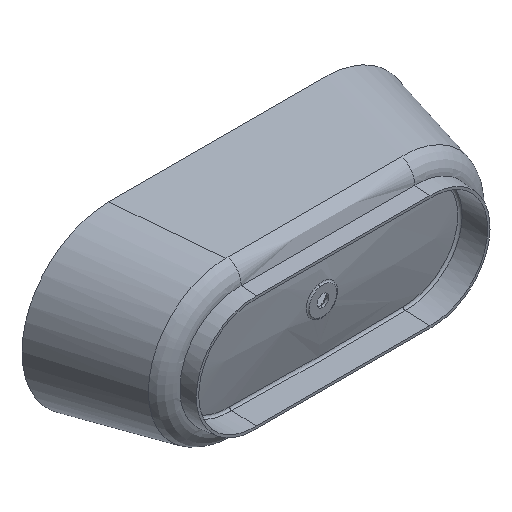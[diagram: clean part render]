
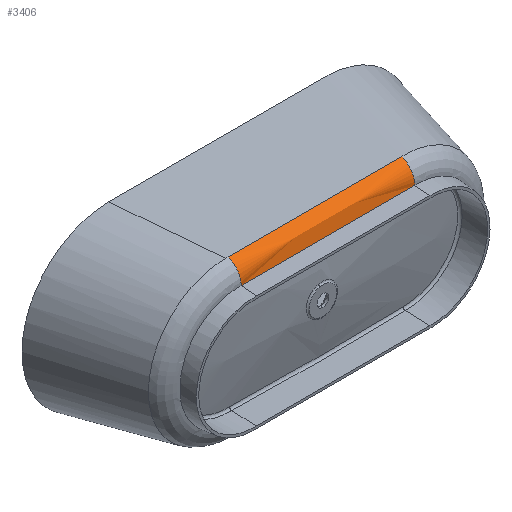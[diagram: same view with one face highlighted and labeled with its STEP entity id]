
A CAD part, isometric view. The second image highlights one B-rep face of the part: STEP entity #3406.
In plain terms, the highlighted free-form (B-spline) face has degree [3, 2] with [4, 3] control points.
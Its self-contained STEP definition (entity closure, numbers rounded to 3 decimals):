
#170 = CARTESIAN_POINT ( 'NONE',  ( -334.111, -450., 355.882 ) ) ;
#709 = DIRECTION ( 'NONE',  ( 1., 0., 0. ) ) ;
#736 = CARTESIAN_POINT ( 'NONE',  ( -133.333, -510., 334.669 ) ) ;
#1097 = CARTESIAN_POINT ( 'NONE',  ( -133.333, -450., 355.882 ) ) ;
#3406 = ADVANCED_FACE ( 'NONE', ( #10185 ), #15923, .T. ) ;
#4340 = DIRECTION ( 'NONE',  ( 0., 0., -1. ) ) ;
#4585 = CARTESIAN_POINT ( 'NONE',  ( 13.333, -510., 271.03 ) ) ;
#4905 = CARTESIAN_POINT ( 'NONE',  ( 334.111, -450., 355.882 ) ) ;
#6038 = CARTESIAN_POINT ( 'NONE',  ( 400., -450., 355.882 ) ) ;
#6108 = EDGE_CURVE ( 'NONE', #6415, #17336, #11576, .T. ) ;
#6230 = EDGE_CURVE ( 'NONE', #15052, #6415, #19609, .T. ) ;
#6415 = VERTEX_POINT ( 'NONE', #9412 ) ;
#6432 = CARTESIAN_POINT ( 'NONE',  ( 400., -450., 355.882 ) ) ;
#7873 = AXIS2_PLACEMENT_3D ( 'NONE', #18902, #15260, #4340 ) ;
#8079 = CARTESIAN_POINT ( 'NONE',  ( -400., -510., 271.03 ) ) ;
#8107 = CARTESIAN_POINT ( 'NONE',  ( 220., -510., 271.03 ) ) ;
#8464 = CARTESIAN_POINT ( 'NONE',  ( 400., -420., 271.03 ) ) ;
#8662 = CARTESIAN_POINT ( 'NONE',  ( -200.227, -450., 355.882 ) ) ;
#9027 = CIRCLE ( 'NONE', #7873, 90. ) ;
#9412 = CARTESIAN_POINT ( 'NONE',  ( 400., -510., 271.03 ) ) ;
#9587 = VERTEX_POINT ( 'NONE', #14699 ) ;
#9913 = CARTESIAN_POINT ( 'NONE',  ( -400., -510., 271.03 ) ) ;
#9940 = CARTESIAN_POINT ( 'NONE',  ( -400., -510., 334.669 ) ) ;
#10185 = FACE_OUTER_BOUND ( 'NONE', #17505, .T. ) ;
#11289 = ORIENTED_EDGE ( 'NONE', *, *, #14380, .T. ) ;
#11576 = B_SPLINE_CURVE_WITH_KNOTS ( 'NONE', 3,
 ( #19502, #13564, #17326, #8107, #4585, #12097, #9913 ),
 .UNSPECIFIED., .F., .F.,
 ( 4, 3, 4 ),
 ( 0., 0.18, 0.8 ),
 .UNSPECIFIED. ) ;
#12097 = CARTESIAN_POINT ( 'NONE',  ( -193.333, -510., 271.03 ) ) ;
#13401 = AXIS2_PLACEMENT_3D ( 'NONE', #8464, #709, #23031 ) ;
#13564 = CARTESIAN_POINT ( 'NONE',  ( 340., -510., 271.03 ) ) ;
#13837 = CARTESIAN_POINT ( 'NONE',  ( -133.333, -510., 271.03 ) ) ;
#14380 = EDGE_CURVE ( 'NONE', #15052, #9587, #22490, .T. ) ;
#14477 = CARTESIAN_POINT ( 'NONE',  ( 0., -450., 355.882 ) ) ;
#14683 = EDGE_CURVE ( 'NONE', #17336, #9587, #9027, .T. ) ;
#14699 = CARTESIAN_POINT ( 'NONE',  ( -400., -450., 355.882 ) ) ;
#15052 = VERTEX_POINT ( 'NONE', #6038 ) ;
#15260 = DIRECTION ( 'NONE',  ( -1., 0., 0. ) ) ;
#15411 = CARTESIAN_POINT ( 'NONE',  ( 133.333, -510., 271.03 ) ) ;
#15518 = ORIENTED_EDGE ( 'NONE', *, *, #14683, .F. ) ;
#15778 = CARTESIAN_POINT ( 'NONE',  ( 400., -510., 271.03 ) ) ;
#15923 =( BOUNDED_SURFACE ( )  B_SPLINE_SURFACE ( 3, 2, ( 
 ( #6432, #17228, #15778 ),
 ( #21112, #17476, #15411 ),
 ( #1097, #736, #13837 ),
 ( #19531, #9940, #21353 ) ),
 .UNSPECIFIED., .F., .F., .T. ) 
 B_SPLINE_SURFACE_WITH_KNOTS ( ( 4, 4 ),
 ( 3, 3 ),
 ( 1.328, 2.125 ),
 ( 0., 1. ),
 .UNSPECIFIED. ) 
 GEOMETRIC_REPRESENTATION_ITEM ( )  RATIONAL_B_SPLINE_SURFACE ( (
 ( 1., 0.816, 1.),
 ( 1., 0.816, 1.),
 ( 1., 0.816, 1.),
 ( 1., 0.816, 1.) ) ) 
 REPRESENTATION_ITEM ( '' )  SURFACE ( )  );
#16297 = CARTESIAN_POINT ( 'NONE',  ( 400., -450., 355.882 ) ) ;
#16852 = ORIENTED_EDGE ( 'NONE', *, *, #6108, .F. ) ;
#17228 = CARTESIAN_POINT ( 'NONE',  ( 400., -510., 334.669 ) ) ;
#17326 = CARTESIAN_POINT ( 'NONE',  ( 280., -510., 271.03 ) ) ;
#17336 = VERTEX_POINT ( 'NONE', #8079 ) ;
#17476 = CARTESIAN_POINT ( 'NONE',  ( 133.333, -510., 334.669 ) ) ;
#17505 = EDGE_LOOP ( 'NONE', ( #15518, #16852, #19320, #11289 ) ) ;
#18902 = CARTESIAN_POINT ( 'NONE',  ( -400., -420., 271.03 ) ) ;
#19320 = ORIENTED_EDGE ( 'NONE', *, *, #6230, .F. ) ;
#19502 = CARTESIAN_POINT ( 'NONE',  ( 400., -510., 271.03 ) ) ;
#19531 = CARTESIAN_POINT ( 'NONE',  ( -400., -450., 355.882 ) ) ;
#19609 = CIRCLE ( 'NONE', #13401, 90. ) ;
#20660 = CARTESIAN_POINT ( 'NONE',  ( -400., -450., 355.882 ) ) ;
#21112 = CARTESIAN_POINT ( 'NONE',  ( 133.333, -450., 355.882 ) ) ;
#21353 = CARTESIAN_POINT ( 'NONE',  ( -400., -510., 271.03 ) ) ;
#22490 = B_SPLINE_CURVE_WITH_KNOTS ( 'NONE', 3,
 ( #16297, #4905, #23698, #14477, #8662, #170, #20660 ),
 .UNSPECIFIED., .F., .F.,
 ( 4, 1, 1, 1, 4 ),
 ( 3.046, 3.24, 3.445, 3.651, 3.845 ),
 .UNSPECIFIED. ) ;
#23031 = DIRECTION ( 'NONE',  ( 0., 0., -1. ) ) ;
#23698 = CARTESIAN_POINT ( 'NONE',  ( 200.227, -450., 355.882 ) ) ;
